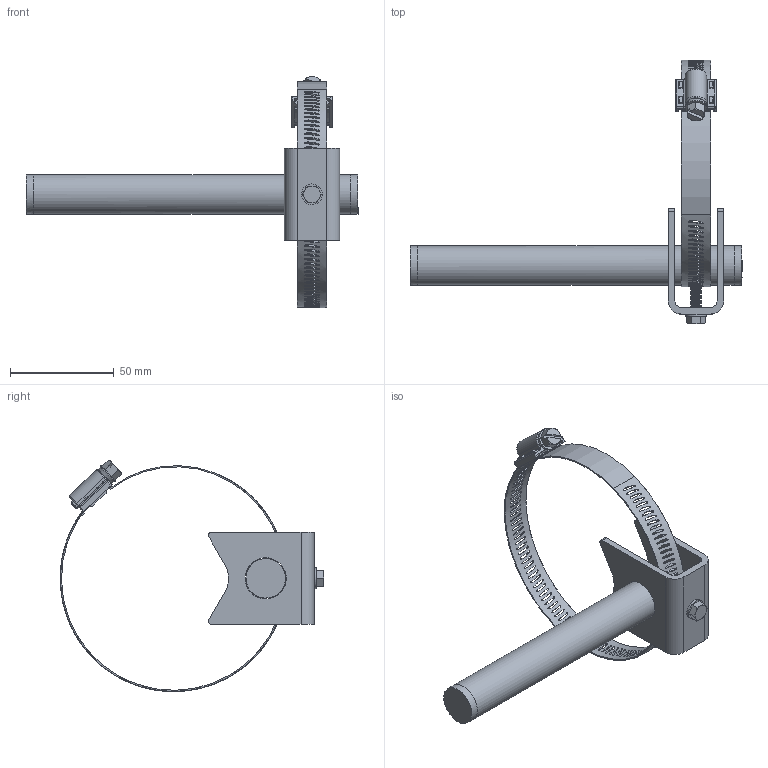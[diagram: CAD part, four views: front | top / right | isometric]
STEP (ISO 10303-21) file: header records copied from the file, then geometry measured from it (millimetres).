
FILE_DESCRIPTION(/* description */ (''),/* implementation_level */ '2;1');
FILE_NAME(/* name */ 'LA00024.stp',/* time_stamp */ '2018-03-05T15:33:15-05:00',/* author */ ('James'),/* organization */ (''),/* preprocessor_version */ 'ST-DEVELOPER v16.5',/* originating_system */ 'Autodesk Inventor 2017',/* authorisation */ '');
FILE_SCHEMA (('AUTOMOTIVE_DESIGN { 1 0 10303 214 3 1 1 }'));
Length unit declared in the file: inch
Products named in the file (1): LA00024
Bounding box: 160.02 x 126.98 x 111.37 mm (x, y, z)
Volume: 36040 mm3; surface area: 40994.9 mm2
Topology: 3 solids, 3 shells, 753 faces, 2278 edges, 1532 vertices
Faces by surface type: bspline 333, plane 238, cylinder 97, cone 70, torus 10, sphere 5
Full cylindrical faces by diameter (mm): 4.763 x1, 5.156 x2, 5.294 x1, 5.3 x2, 10 x2, 10.356 x1, 16.561 x1, 19.05 x3, 19.812 x2
Entity records: 60544 total; most frequent: CARTESIAN_POINT 42095, ORIENTED_EDGE 4484, DIRECTION 2660, EDGE_CURVE 2240, VERTEX_POINT 1522, EDGE_LOOP 1014, AXIS2_PLACEMENT_3D 897, LINE 866
